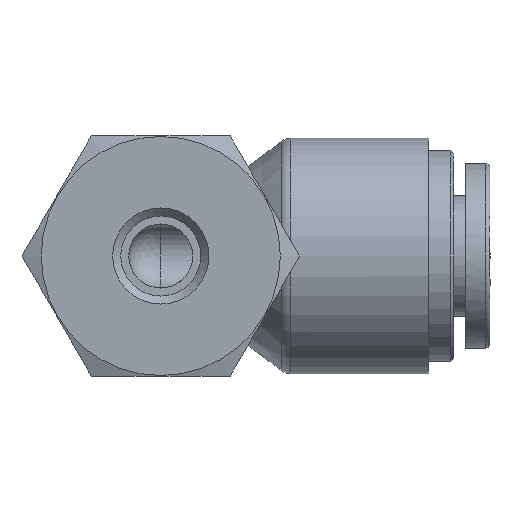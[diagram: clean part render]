
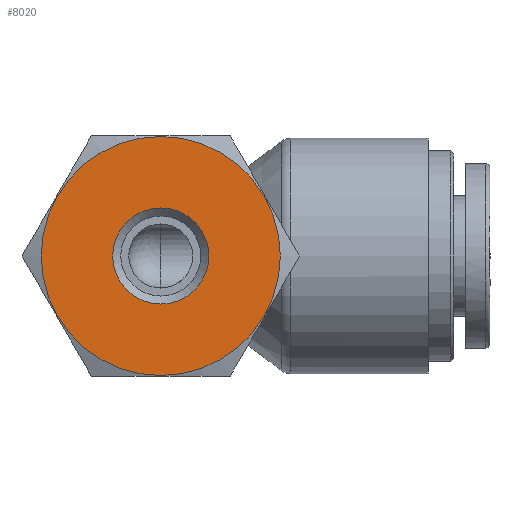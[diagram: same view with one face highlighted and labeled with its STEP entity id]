
A CAD part, front view. The second image highlights one B-rep face of the part: STEP entity #8020.
In plain terms, the highlighted face is planar.
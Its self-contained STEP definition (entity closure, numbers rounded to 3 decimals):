
#7969=CARTESIAN_POINT('',(-19.6,3.,0.));
#7970=VERTEX_POINT('',#7969);
#7971=CARTESIAN_POINT('',(-19.6,0.,0.0));
#7972=DIRECTION('',(-1.0,0.0,0.0));
#7973=DIRECTION('',(0.0,-1.0,0.0));
#7974=AXIS2_PLACEMENT_3D('',#7971,#7972,#7973);
#7975=CIRCLE('',#7974,3.);
#7976=EDGE_CURVE('',#7970,#7970,#7975,.T.);
#8001=CARTESIAN_POINT('',(-19.6,3.75,0.0));
#8002=DIRECTION('',(-1.0,0.0,0.0));
#8003=DIRECTION('',(0.0,0.0,1.0));
#8004=AXIS2_PLACEMENT_3D('',#8001,#8002,#8003);
#8005=PLANE('',#8004);
#8006=CARTESIAN_POINT('',(-19.6,7.46,0.0));
#8007=VERTEX_POINT('',#8006);
#8008=CARTESIAN_POINT('',(-19.6,0.,0.0));
#8009=DIRECTION('',(-1.0,0.0,0.0));
#8010=DIRECTION('',(0.0,1.0,0.0));
#8011=AXIS2_PLACEMENT_3D('',#8008,#8009,#8010);
#8012=CIRCLE('',#8011,7.46);
#8013=EDGE_CURVE('',#8007,#8007,#8012,.T.);
#8014=ORIENTED_EDGE('',*,*,#8013,.T.);
#8015=EDGE_LOOP('',(#8014));
#8016=FACE_OUTER_BOUND('',#8015,.T.);
#8017=ORIENTED_EDGE('',*,*,#7976,.F.);
#8018=EDGE_LOOP('',(#8017));
#8019=FACE_BOUND('',#8018,.T.);
#8020=ADVANCED_FACE('',(#8016,#8019),#8005,.T.);
